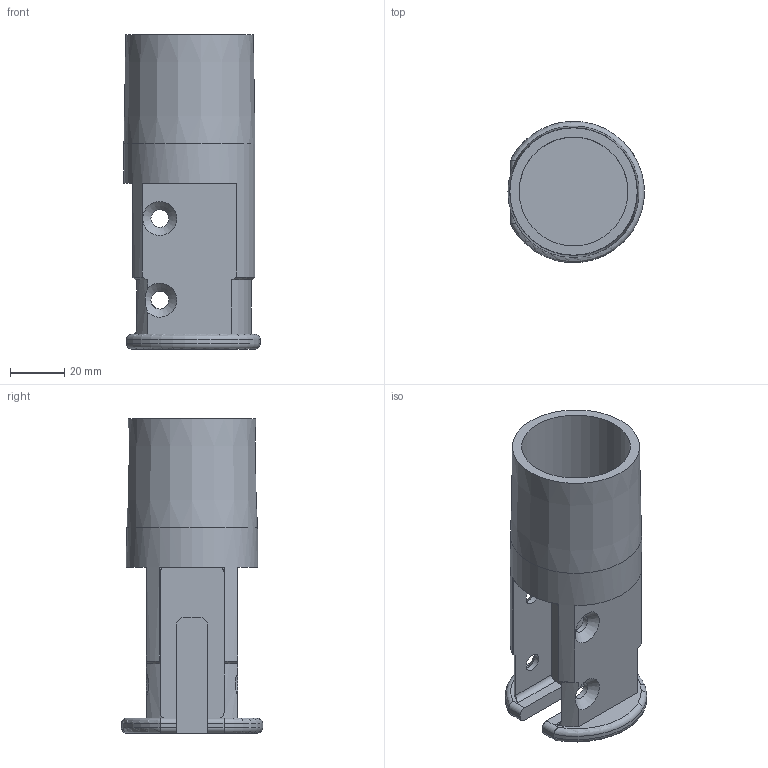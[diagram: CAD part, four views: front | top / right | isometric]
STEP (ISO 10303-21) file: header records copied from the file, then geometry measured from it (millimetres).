
FILE_DESCRIPTION(('STEP AP203'),'1');
FILE_NAME('33515piedmodif +rayons.step','2021-06-27T08:45:33',(' '),(' '),'Spatial InterOp 3D',' ',' ');
FILE_SCHEMA(('CONFIG_CONTROL_DESIGN'));
Length unit declared in the file: millimetre
Products named in the file (1): 1
Bounding box: 50 x 51.9 x 115.5 mm (x, y, z)
Volume: 92494.7 mm3; surface area: 31418.7 mm2
Topology: 1 solids, 1 shells, 53 faces, 152 edges, 100 vertices
Faces by surface type: plane 23, cylinder 16, cone 8, bspline 4, torus 2
Full cylindrical faces by diameter (mm): 6.5 x4, 40 x1, 48.2 x1
Entity records: 1900 total; most frequent: CARTESIAN_POINT 559, ORIENTED_EDGE 266, DIRECTION 258, EDGE_CURVE 133, AXIS2_PLACEMENT_3D 95, VERTEX_POINT 92, EDGE_LOOP 71, LINE 68
